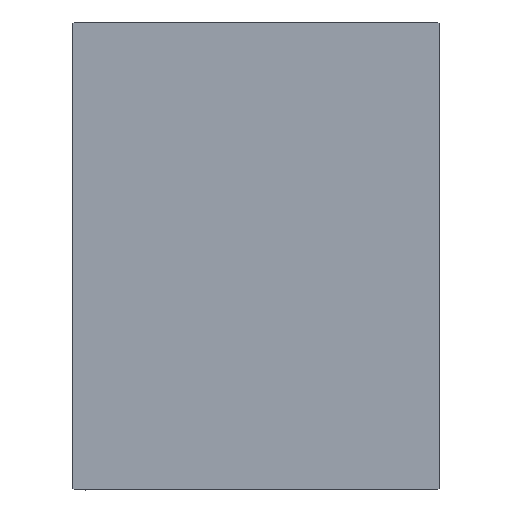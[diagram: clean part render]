
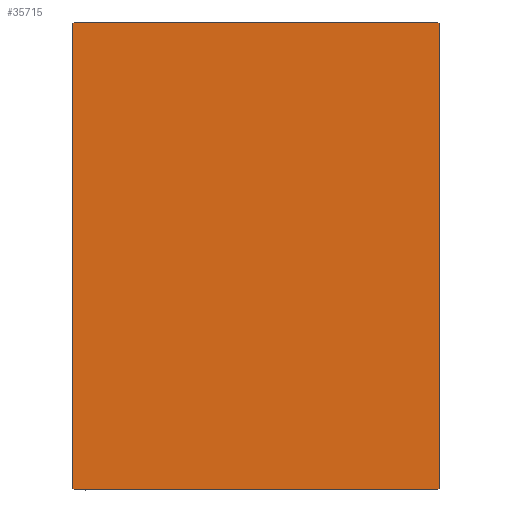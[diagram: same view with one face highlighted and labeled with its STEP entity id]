
A CAD part, left-side view. The second image highlights one B-rep face of the part: STEP entity #35715.
In plain terms, the highlighted face is planar.
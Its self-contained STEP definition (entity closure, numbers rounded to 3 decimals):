
#327 = CARTESIAN_POINT ( 'NONE',  ( 138., -44.7, 57.5 ) ) ;
#1527 = EDGE_CURVE ( 'NONE', #4023, #11834, #3306, .T. ) ;
#1736 = FACE_OUTER_BOUND ( 'NONE', #32598, .T. ) ;
#1954 = PLANE ( 'NONE',  #39476 ) ;
#2042 = LINE ( 'NONE', #40483, #28431 ) ;
#2400 = CARTESIAN_POINT ( 'NONE',  ( 138., 0., 0. ) ) ;
#3170 = CARTESIAN_POINT ( 'NONE',  ( 138., 45., 57.5 ) ) ;
#3245 = EDGE_CURVE ( 'NONE', #7889, #5666, #25795, .T. ) ;
#3306 = LINE ( 'NONE', #28622, #16990 ) ;
#3525 = LINE ( 'NONE', #25159, #28248 ) ;
#4013 = CARTESIAN_POINT ( 'NONE',  ( 138., -45., -57.2 ) ) ;
#4023 = VERTEX_POINT ( 'NONE', #4732 ) ;
#4155 = CARTESIAN_POINT ( 'NONE',  ( 138., -51.1, -51.1 ) ) ;
#4732 = CARTESIAN_POINT ( 'NONE',  ( 138., 44.7, -57.5 ) ) ;
#5666 = VERTEX_POINT ( 'NONE', #35829 ) ;
#5711 = DIRECTION ( 'NONE',  ( 0., -0.707, 0.707 ) ) ;
#6731 = LINE ( 'NONE', #7187, #45234 ) ;
#7187 = CARTESIAN_POINT ( 'NONE',  ( 138., -45., 57.5 ) ) ;
#7889 = VERTEX_POINT ( 'NONE', #4013 ) ;
#8271 = CARTESIAN_POINT ( 'NONE',  ( 138., -51.1, 51.1 ) ) ;
#11714 = LINE ( 'NONE', #8271, #26999 ) ;
#11834 = VERTEX_POINT ( 'NONE', #37444 ) ;
#12406 = DIRECTION ( 'NONE',  ( 0., -0.707, -0.707 ) ) ;
#13027 = VECTOR ( 'NONE', #38843, 1000. ) ;
#14164 = ORIENTED_EDGE ( 'NONE', *, *, #17899, .T. ) ;
#14485 = ORIENTED_EDGE ( 'NONE', *, *, #31846, .T. ) ;
#14667 = VERTEX_POINT ( 'NONE', #25497 ) ;
#15171 = EDGE_CURVE ( 'NONE', #11834, #16938, #3525, .T. ) ;
#15770 = VERTEX_POINT ( 'NONE', #327 ) ;
#15979 = DIRECTION ( 'NONE',  ( 1., 0., 0. ) ) ;
#16269 = VECTOR ( 'NONE', #32260, 1000. ) ;
#16938 = VERTEX_POINT ( 'NONE', #28399 ) ;
#16990 = VECTOR ( 'NONE', #21022, 1000. ) ;
#17899 = EDGE_CURVE ( 'NONE', #14667, #7889, #6731, .T. ) ;
#18359 = ORIENTED_EDGE ( 'NONE', *, *, #44395, .T. ) ;
#18946 = DIRECTION ( 'NONE',  ( 0., 0., 1. ) ) ;
#19053 = LINE ( 'NONE', #40459, #25024 ) ;
#21022 = DIRECTION ( 'NONE',  ( 0., 0.707, 0.707 ) ) ;
#21762 = ORIENTED_EDGE ( 'NONE', *, *, #1527, .T. ) ;
#25024 = VECTOR ( 'NONE', #39773, 1000. ) ;
#25159 = CARTESIAN_POINT ( 'NONE',  ( 138., 45., -57.5 ) ) ;
#25497 = CARTESIAN_POINT ( 'NONE',  ( 138., -45., 57.2 ) ) ;
#25795 = LINE ( 'NONE', #4155, #16269 ) ;
#26651 = ORIENTED_EDGE ( 'NONE', *, *, #3245, .T. ) ;
#26999 = VECTOR ( 'NONE', #12406, 1000. ) ;
#28248 = VECTOR ( 'NONE', #18946, 1000. ) ;
#28399 = CARTESIAN_POINT ( 'NONE',  ( 138., 45., 57.2 ) ) ;
#28431 = VECTOR ( 'NONE', #5711, 1000. ) ;
#28472 = LINE ( 'NONE', #3170, #13027 ) ;
#28622 = CARTESIAN_POINT ( 'NONE',  ( 138., 51.1, -51.1 ) ) ;
#29349 = VERTEX_POINT ( 'NONE', #30668 ) ;
#30668 = CARTESIAN_POINT ( 'NONE',  ( 138., 44.7, 57.5 ) ) ;
#30756 = EDGE_CURVE ( 'NONE', #16938, #29349, #2042, .T. ) ;
#31146 = DIRECTION ( 'NONE',  ( 0., 0., -1. ) ) ;
#31597 = EDGE_CURVE ( 'NONE', #15770, #14667, #11714, .T. ) ;
#31846 = EDGE_CURVE ( 'NONE', #29349, #15770, #28472, .T. ) ;
#32260 = DIRECTION ( 'NONE',  ( 0., 0.707, -0.707 ) ) ;
#32598 = EDGE_LOOP ( 'NONE', ( #18359, #21762, #44062, #35136, #14485, #41183, #14164, #26651 ) ) ;
#35136 = ORIENTED_EDGE ( 'NONE', *, *, #30756, .T. ) ;
#35715 = ADVANCED_FACE ( 'NONE', ( #1736 ), #1954, .T. ) ;
#35829 = CARTESIAN_POINT ( 'NONE',  ( 138., -44.7, -57.5 ) ) ;
#37444 = CARTESIAN_POINT ( 'NONE',  ( 138., 45., -57.2 ) ) ;
#38843 = DIRECTION ( 'NONE',  ( 0., -1., 0. ) ) ;
#39476 = AXIS2_PLACEMENT_3D ( 'NONE', #2400, #15979, #44293 ) ;
#39773 = DIRECTION ( 'NONE',  ( 0., 1., 0. ) ) ;
#40459 = CARTESIAN_POINT ( 'NONE',  ( 138., -45., -57.5 ) ) ;
#40483 = CARTESIAN_POINT ( 'NONE',  ( 138., 51.1, 51.1 ) ) ;
#41183 = ORIENTED_EDGE ( 'NONE', *, *, #31597, .T. ) ;
#44062 = ORIENTED_EDGE ( 'NONE', *, *, #15171, .T. ) ;
#44293 = DIRECTION ( 'NONE',  ( 0., 0., -1. ) ) ;
#44395 = EDGE_CURVE ( 'NONE', #5666, #4023, #19053, .T. ) ;
#45234 = VECTOR ( 'NONE', #31146, 1000. ) ;
